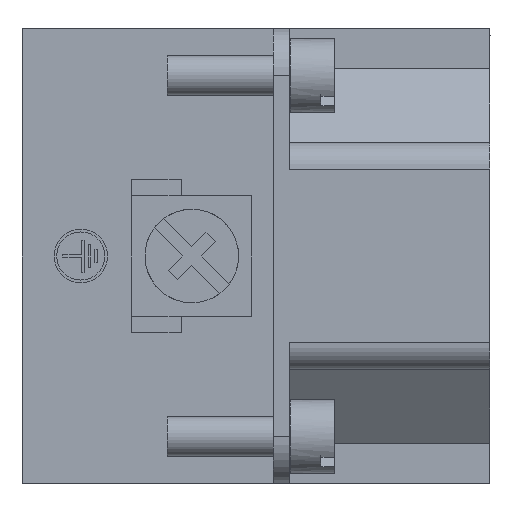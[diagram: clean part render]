
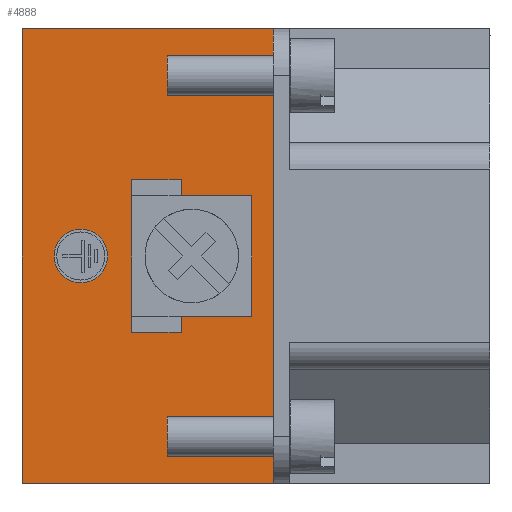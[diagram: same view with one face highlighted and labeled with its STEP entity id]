
A CAD part, left-side view. The second image highlights one B-rep face of the part: STEP entity #4888.
In plain terms, the highlighted planar face has unit normal (-1, 0, 0).
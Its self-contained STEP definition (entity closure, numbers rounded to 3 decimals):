
#2704=FACE_BOUND('',#7871,.T.);
#2705=FACE_BOUND('',#7872,.T.);
#2706=FACE_BOUND('',#7873,.T.);
#3157=CIRCLE('',#19483,2.);
#4888=ADVANCED_FACE('',(#2704,#2705,#2706),#5627,.T.);
#5627=PLANE('',#21093);
#7871=EDGE_LOOP('',(#11999,#12000,#12001,#12002,#12003,#12004,#12005,#12006));
#7872=EDGE_LOOP('',(#12007));
#7873=EDGE_LOOP('',(#12008,#12009,#12010,#12011));
#11999=ORIENTED_EDGE('',*,*,#14067,.T.);
#12000=ORIENTED_EDGE('',*,*,#14052,.T.);
#12001=ORIENTED_EDGE('',*,*,#14055,.T.);
#12002=ORIENTED_EDGE('',*,*,#14057,.T.);
#12003=ORIENTED_EDGE('',*,*,#14059,.T.);
#12004=ORIENTED_EDGE('',*,*,#14061,.T.);
#12005=ORIENTED_EDGE('',*,*,#14063,.T.);
#12006=ORIENTED_EDGE('',*,*,#14065,.T.);
#12007=ORIENTED_EDGE('',*,*,#14119,.T.);
#12008=ORIENTED_EDGE('',*,*,#15920,.F.);
#12009=ORIENTED_EDGE('',*,*,#15922,.F.);
#12010=ORIENTED_EDGE('',*,*,#15923,.F.);
#12011=ORIENTED_EDGE('',*,*,#15915,.F.);
#12365=VERTEX_POINT('',#26602);
#12366=VERTEX_POINT('',#26603);
#12367=VERTEX_POINT('',#26608);
#12368=VERTEX_POINT('',#26612);
#12369=VERTEX_POINT('',#26616);
#12370=VERTEX_POINT('',#26620);
#12371=VERTEX_POINT('',#26624);
#12372=VERTEX_POINT('',#26628);
#12408=VERTEX_POINT('',#26742);
#13807=VERTEX_POINT('',#30922);
#13808=VERTEX_POINT('',#30923);
#13811=VERTEX_POINT('',#30932);
#13812=VERTEX_POINT('',#30936);
#14052=EDGE_CURVE('',#12365,#12366,#16149,.T.);
#14055=EDGE_CURVE('',#12366,#12367,#16152,.T.);
#14057=EDGE_CURVE('',#12367,#12368,#16154,.T.);
#14059=EDGE_CURVE('',#12368,#12369,#16156,.T.);
#14061=EDGE_CURVE('',#12369,#12370,#16158,.T.);
#14063=EDGE_CURVE('',#12370,#12371,#16160,.T.);
#14065=EDGE_CURVE('',#12371,#12372,#16162,.T.);
#14067=EDGE_CURVE('',#12372,#12365,#16164,.T.);
#14119=EDGE_CURVE('',#12408,#12408,#3157,.T.);
#15915=EDGE_CURVE('',#13807,#13808,#17338,.T.);
#15920=EDGE_CURVE('',#13811,#13807,#17343,.T.);
#15922=EDGE_CURVE('',#13812,#13811,#17345,.T.);
#15923=EDGE_CURVE('',#13808,#13812,#17346,.T.);
#16149=LINE('',#26601,#17568);
#16152=LINE('',#26607,#17571);
#16154=LINE('',#26611,#17573);
#16156=LINE('',#26615,#17575);
#16158=LINE('',#26619,#17577);
#16160=LINE('',#26623,#17579);
#16162=LINE('',#26627,#17581);
#16164=LINE('',#26631,#17583);
#17338=LINE('',#30921,#18757);
#17343=LINE('',#30931,#18762);
#17345=LINE('',#30935,#18764);
#17346=LINE('',#30937,#18765);
#17568=VECTOR('',#21525,1.);
#17571=VECTOR('',#21530,1.);
#17573=VECTOR('',#21534,1.);
#17575=VECTOR('',#21538,1.);
#17577=VECTOR('',#21542,1.);
#17579=VECTOR('',#21546,1.);
#17581=VECTOR('',#21550,1.);
#17583=VECTOR('',#21554,1.);
#18757=VECTOR('',#25996,1.);
#18762=VECTOR('',#26003,1.);
#18764=VECTOR('',#26007,1.);
#18765=VECTOR('',#26008,1.);
#19483=AXIS2_PLACEMENT_3D('',#26741,#21655,#21656);
#21093=AXIS2_PLACEMENT_3D('',#30938,#26009,#26010);
#21525=DIRECTION('',(0.,0.,-1.));
#21530=DIRECTION('',(0.,-1.,0.));
#21534=DIRECTION('',(0.,0.,-1.));
#21538=DIRECTION('',(0.,1.,0.));
#21542=DIRECTION('',(0.,0.,-1.));
#21546=DIRECTION('',(0.,1.,0.));
#21550=DIRECTION('',(0.,0.,1.));
#21554=DIRECTION('',(0.,-1.,0.));
#21655=DIRECTION('',(1.,0.,0.));
#21656=DIRECTION('',(0.,-1.,0.));
#25996=DIRECTION('',(0.,1.,0.));
#26003=DIRECTION('',(0.,0.,-1.));
#26007=DIRECTION('',(0.,-1.,0.));
#26008=DIRECTION('',(0.,0.,1.));
#26009=DIRECTION('',(-1.,0.,0.));
#26010=DIRECTION('',(0.,0.,1.));
#26601=CARTESIAN_POINT('',(-33.151,6.9,5.7));
#26602=CARTESIAN_POINT('',(-33.151,6.9,5.7));
#26603=CARTESIAN_POINT('',(-33.151,6.9,4.5));
#26607=CARTESIAN_POINT('',(-33.151,6.9,4.5));
#26608=CARTESIAN_POINT('',(-33.151,1.6,4.5));
#26611=CARTESIAN_POINT('',(-33.151,1.6,4.5));
#26612=CARTESIAN_POINT('',(-33.151,1.6,-4.5));
#26615=CARTESIAN_POINT('',(-33.151,1.6,-4.5));
#26616=CARTESIAN_POINT('',(-33.151,6.9,-4.5));
#26619=CARTESIAN_POINT('',(-33.151,6.9,-4.5));
#26620=CARTESIAN_POINT('',(-33.151,6.9,-5.7));
#26623=CARTESIAN_POINT('',(-33.151,6.9,-5.7));
#26624=CARTESIAN_POINT('',(-33.151,10.6,-5.7));
#26627=CARTESIAN_POINT('',(-33.151,10.6,-5.7));
#26628=CARTESIAN_POINT('',(-33.151,10.6,5.7));
#26631=CARTESIAN_POINT('',(-33.151,10.6,5.7));
#26741=CARTESIAN_POINT('',(-33.151,14.4,0.));
#26742=CARTESIAN_POINT('',(-33.151,12.4,0.));
#30921=CARTESIAN_POINT('',(-33.151,0.,-17.));
#30922=CARTESIAN_POINT('',(-33.151,0.,-17.));
#30923=CARTESIAN_POINT('',(-33.151,18.8,-17.));
#30931=CARTESIAN_POINT('',(-33.151,0.,17.));
#30932=CARTESIAN_POINT('',(-33.151,0.,17.));
#30935=CARTESIAN_POINT('',(-33.151,18.8,17.));
#30936=CARTESIAN_POINT('',(-33.151,18.8,17.));
#30937=CARTESIAN_POINT('',(-33.151,18.8,-17.));
#30938=CARTESIAN_POINT('',(-33.151,0.,-17.));
